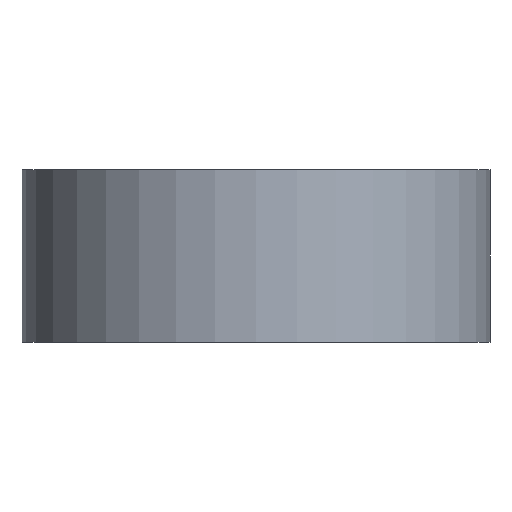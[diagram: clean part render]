
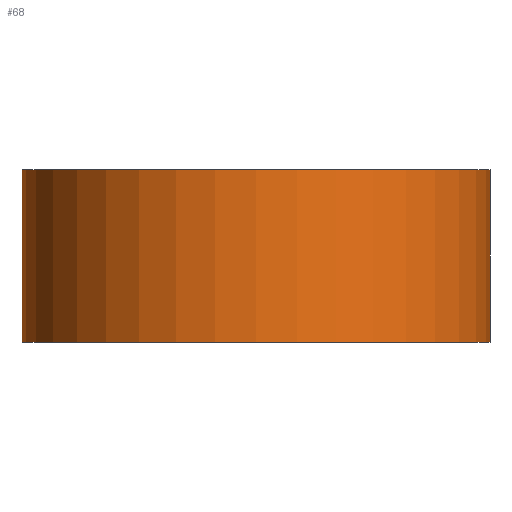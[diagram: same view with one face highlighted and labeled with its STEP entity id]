
A CAD part, front view. The second image highlights one B-rep face of the part: STEP entity #68.
In plain terms, the highlighted cylindrical face has radius 13.6 mm (diameter 27.2 mm), a partial arc.
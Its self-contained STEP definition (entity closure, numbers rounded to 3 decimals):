
#7 = EDGE_LOOP ( 'NONE', ( #76, #184, #130, #72 ) ) ;
#25 = VERTEX_POINT ( 'NONE', #142 ) ;
#29 = VECTOR ( 'NONE', #116, 1000. ) ;
#36 = DIRECTION ( 'NONE',  ( 0., 0., 1. ) ) ;
#49 = LINE ( 'NONE', #176, #29 ) ;
#54 = VERTEX_POINT ( 'NONE', #57 ) ;
#57 = CARTESIAN_POINT ( 'NONE',  ( -13.6, 0., 0. ) ) ;
#63 = CARTESIAN_POINT ( 'NONE',  ( 13.6, 0., 10. ) ) ;
#68 = ADVANCED_FACE ( 'NONE', ( #94 ), #78, .T. ) ;
#72 = ORIENTED_EDGE ( 'NONE', *, *, #102, .T. ) ;
#75 = CIRCLE ( 'NONE', #134, 13.6 ) ;
#76 = ORIENTED_EDGE ( 'NONE', *, *, #163, .F. ) ;
#78 = CYLINDRICAL_SURFACE ( 'NONE', #89, 13.6 ) ;
#79 = DIRECTION ( 'NONE',  ( 0., 0., -1. ) ) ;
#80 = CARTESIAN_POINT ( 'NONE',  ( 13.6, 0., 10. ) ) ;
#81 = CARTESIAN_POINT ( 'NONE',  ( 0., 0., 10. ) ) ;
#89 = AXIS2_PLACEMENT_3D ( 'NONE', #129, #195, #147 ) ;
#92 = VERTEX_POINT ( 'NONE', #80 ) ;
#93 = EDGE_CURVE ( 'NONE', #25, #92, #121, .T. ) ;
#94 = FACE_OUTER_BOUND ( 'NONE', #7, .T. ) ;
#102 = EDGE_CURVE ( 'NONE', #54, #108, #75, .T. ) ;
#108 = VERTEX_POINT ( 'NONE', #202 ) ;
#116 = DIRECTION ( 'NONE',  ( 0., 0., -1. ) ) ;
#118 = DIRECTION ( 'NONE',  ( 1., 0., 0. ) ) ;
#121 = CIRCLE ( 'NONE', #152, 13.6 ) ;
#129 = CARTESIAN_POINT ( 'NONE',  ( 0., 0., 10. ) ) ;
#130 = ORIENTED_EDGE ( 'NONE', *, *, #168, .T. ) ;
#131 = CARTESIAN_POINT ( 'NONE',  ( 0., 0., 0. ) ) ;
#134 = AXIS2_PLACEMENT_3D ( 'NONE', #131, #36, #166 ) ;
#142 = CARTESIAN_POINT ( 'NONE',  ( -13.6, 0., 10. ) ) ;
#147 = DIRECTION ( 'NONE',  ( -1., 0., 0. ) ) ;
#149 = LINE ( 'NONE', #63, #199 ) ;
#152 = AXIS2_PLACEMENT_3D ( 'NONE', #81, #181, #118 ) ;
#163 = EDGE_CURVE ( 'NONE', #92, #108, #149, .T. ) ;
#166 = DIRECTION ( 'NONE',  ( 1., 0., 0. ) ) ;
#168 = EDGE_CURVE ( 'NONE', #25, #54, #49, .T. ) ;
#176 = CARTESIAN_POINT ( 'NONE',  ( -13.6, 0., 10. ) ) ;
#181 = DIRECTION ( 'NONE',  ( 0., 0., 1. ) ) ;
#184 = ORIENTED_EDGE ( 'NONE', *, *, #93, .F. ) ;
#195 = DIRECTION ( 'NONE',  ( 0., 0., -1. ) ) ;
#199 = VECTOR ( 'NONE', #79, 1000. ) ;
#202 = CARTESIAN_POINT ( 'NONE',  ( 13.6, 0., 0. ) ) ;
